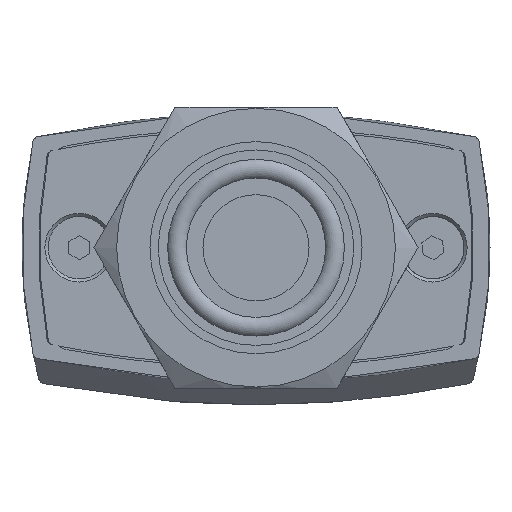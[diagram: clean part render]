
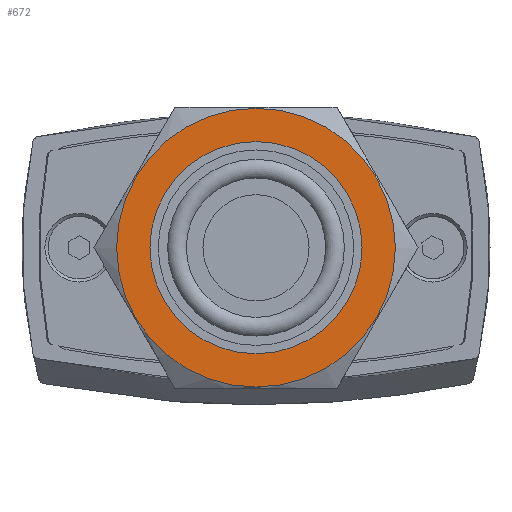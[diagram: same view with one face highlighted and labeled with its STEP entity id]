
A CAD part, front view. The second image highlights one B-rep face of the part: STEP entity #672.
In plain terms, the highlighted planar face has unit normal (0, -1, 0).
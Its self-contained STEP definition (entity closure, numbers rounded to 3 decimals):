
#641=CARTESIAN_POINT('',(-13.4,-76.9,0.));
#642=VERTEX_POINT('',#641);
#643=CARTESIAN_POINT('',(0.,-76.9,0.));
#644=DIRECTION('',(0.0,-1.0,0.0));
#645=DIRECTION('',(-1.0,0.0,0.0));
#646=AXIS2_PLACEMENT_3D('',#643,#644,#645);
#647=CIRCLE('',#646,13.4);
#648=EDGE_CURVE('',#642,#642,#647,.T.);
#653=CARTESIAN_POINT('',(-11.8,-76.9,0.));
#654=DIRECTION('',(0.0,-1.0,0.0));
#655=DIRECTION('',(0.0,0.0,1.0));
#656=AXIS2_PLACEMENT_3D('',#653,#654,#655);
#657=PLANE('',#656);
#658=ORIENTED_EDGE('',*,*,#648,.T.);
#659=EDGE_LOOP('',(#658));
#660=FACE_OUTER_BOUND('',#659,.T.);
#661=CARTESIAN_POINT('',(-10.2,-76.9,0.));
#662=VERTEX_POINT('',#661);
#663=CARTESIAN_POINT('',(0.,-76.9,0.));
#664=DIRECTION('',(0.0,-1.0,0.0));
#665=DIRECTION('',(-1.0,0.0,0.0));
#666=AXIS2_PLACEMENT_3D('',#663,#664,#665);
#667=CIRCLE('',#666,10.2);
#668=EDGE_CURVE('',#662,#662,#667,.T.);
#669=ORIENTED_EDGE('',*,*,#668,.F.);
#670=EDGE_LOOP('',(#669));
#671=FACE_BOUND('',#670,.T.);
#672=ADVANCED_FACE('',(#660,#671),#657,.T.);
